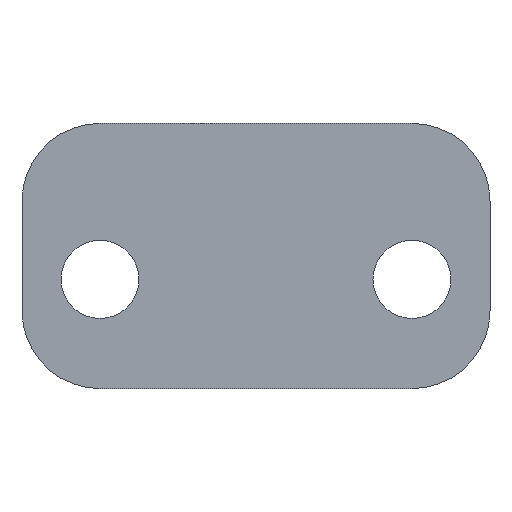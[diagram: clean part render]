
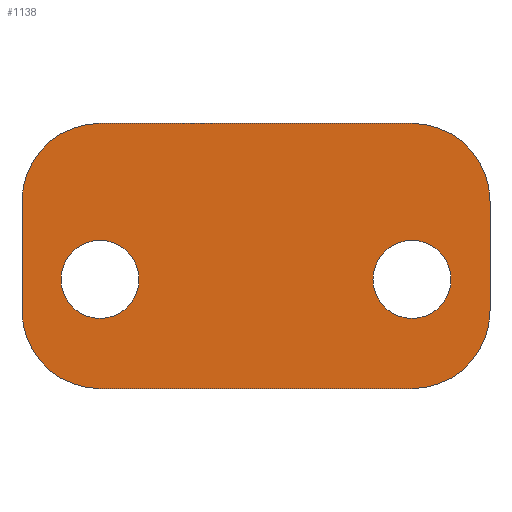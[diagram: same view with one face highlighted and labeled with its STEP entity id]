
A CAD part, left-side view. The second image highlights one B-rep face of the part: STEP entity #1138.
In plain terms, the highlighted planar face has unit normal (-1, 0, 0).
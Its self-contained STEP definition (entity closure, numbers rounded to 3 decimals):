
#24=FACE_BOUND('',#202,.T.);
#25=FACE_BOUND('',#203,.T.);
#57=CIRCLE('',#1251,5.);
#62=CIRCLE('',#1259,5.);
#64=CIRCLE('',#1262,5.);
#65=CIRCLE('',#1264,5.);
#66=CIRCLE('',#1265,2.5);
#67=CIRCLE('',#1266,2.5);
#81=PLANE('',#1263);
#133=FACE_OUTER_BOUND('',#201,.T.);
#201=EDGE_LOOP('',(#941,#942,#943,#944,#945,#946,#947,#948));
#202=EDGE_LOOP('',(#949));
#203=EDGE_LOOP('',(#950));
#239=LINE('',#1670,#350);
#260=LINE('',#1748,#371);
#316=LINE('',#1908,#427);
#319=LINE('',#1920,#430);
#350=VECTOR('',#1316,10.);
#371=VECTOR('',#1395,10.);
#427=VECTOR('',#1537,10.);
#430=VECTOR('',#1552,10.);
#474=VERTEX_POINT('',#1667);
#475=VERTEX_POINT('',#1669);
#502=VERTEX_POINT('',#1745);
#503=VERTEX_POINT('',#1747);
#558=VERTEX_POINT('',#1890);
#564=VERTEX_POINT('',#1907);
#566=VERTEX_POINT('',#1915);
#567=VERTEX_POINT('',#1919);
#568=VERTEX_POINT('',#1922);
#569=VERTEX_POINT('',#1924);
#581=EDGE_CURVE('',#475,#474,#239,.T.);
#620=EDGE_CURVE('',#503,#502,#260,.T.);
#692=EDGE_CURVE('',#503,#558,#57,.T.);
#701=EDGE_CURVE('',#558,#564,#316,.T.);
#703=EDGE_CURVE('',#564,#474,#62,.T.);
#706=EDGE_CURVE('',#566,#502,#64,.T.);
#707=EDGE_CURVE('',#567,#566,#319,.T.);
#708=EDGE_CURVE('',#475,#567,#65,.T.);
#709=EDGE_CURVE('',#568,#568,#66,.T.);
#710=EDGE_CURVE('',#569,#569,#67,.T.);
#941=ORIENTED_EDGE('',*,*,#692,.F.);
#942=ORIENTED_EDGE('',*,*,#620,.T.);
#943=ORIENTED_EDGE('',*,*,#706,.F.);
#944=ORIENTED_EDGE('',*,*,#707,.F.);
#945=ORIENTED_EDGE('',*,*,#708,.F.);
#946=ORIENTED_EDGE('',*,*,#581,.T.);
#947=ORIENTED_EDGE('',*,*,#703,.F.);
#948=ORIENTED_EDGE('',*,*,#701,.F.);
#949=ORIENTED_EDGE('',*,*,#709,.T.);
#950=ORIENTED_EDGE('',*,*,#710,.T.);
#1138=ADVANCED_FACE('',(#133,#24,#25),#81,.T.);
#1251=AXIS2_PLACEMENT_3D('',#1891,#1519,#1520);
#1259=AXIS2_PLACEMENT_3D('',#1911,#1541,#1542);
#1262=AXIS2_PLACEMENT_3D('',#1917,#1548,#1549);
#1263=AXIS2_PLACEMENT_3D('',#1918,#1550,#1551);
#1264=AXIS2_PLACEMENT_3D('',#1921,#1553,#1554);
#1265=AXIS2_PLACEMENT_3D('',#1923,#1555,#1556);
#1266=AXIS2_PLACEMENT_3D('',#1925,#1557,#1558);
#1316=DIRECTION('',(0.,1.,0.));
#1395=DIRECTION('',(0.,-1.,0.));
#1519=DIRECTION('center_axis',(1.,0.,0.));
#1520=DIRECTION('ref_axis',(0.,0.707,-0.707));
#1537=DIRECTION('',(0.,0.,1.));
#1541=DIRECTION('center_axis',(1.,0.,0.));
#1542=DIRECTION('ref_axis',(0.,0.707,0.707));
#1548=DIRECTION('center_axis',(1.,0.,0.));
#1549=DIRECTION('ref_axis',(0.,-0.707,-0.707));
#1550=DIRECTION('center_axis',(-1.,0.,0.));
#1551=DIRECTION('ref_axis',(0.,0.,1.));
#1552=DIRECTION('',(0.,0.,-1.));
#1553=DIRECTION('center_axis',(1.,0.,0.));
#1554=DIRECTION('ref_axis',(0.,-0.707,0.707));
#1555=DIRECTION('center_axis',(1.,0.,0.));
#1556=DIRECTION('ref_axis',(0.,1.,0.));
#1557=DIRECTION('center_axis',(1.,0.,0.));
#1558=DIRECTION('ref_axis',(0.,1.,0.));
#1667=CARTESIAN_POINT('',(0.,20.,20.));
#1669=CARTESIAN_POINT('',(0.,0.,20.));
#1670=CARTESIAN_POINT('',(0.,0.,20.));
#1745=CARTESIAN_POINT('',(0.,0.,3.));
#1747=CARTESIAN_POINT('',(0.,20.,3.));
#1748=CARTESIAN_POINT('',(0.,0.,3.));
#1890=CARTESIAN_POINT('',(0.,25.,8.));
#1891=CARTESIAN_POINT('Origin',(0.,20.,8.));
#1907=CARTESIAN_POINT('',(0.,25.,15.));
#1908=CARTESIAN_POINT('',(0.,25.,0.));
#1911=CARTESIAN_POINT('Origin',(0.,20.,15.));
#1915=CARTESIAN_POINT('',(0.,-5.,8.));
#1917=CARTESIAN_POINT('Origin',(0.,0.,8.));
#1918=CARTESIAN_POINT('Origin',(0.,0.,0.));
#1919=CARTESIAN_POINT('',(0.,-5.,15.));
#1920=CARTESIAN_POINT('',(0.,-5.,20.));
#1921=CARTESIAN_POINT('Origin',(0.,0.,15.));
#1922=CARTESIAN_POINT('',(0.,17.5,10.));
#1923=CARTESIAN_POINT('Origin',(0.,20.,10.));
#1924=CARTESIAN_POINT('',(0.,-2.5,10.));
#1925=CARTESIAN_POINT('Origin',(0.,0.,10.));
